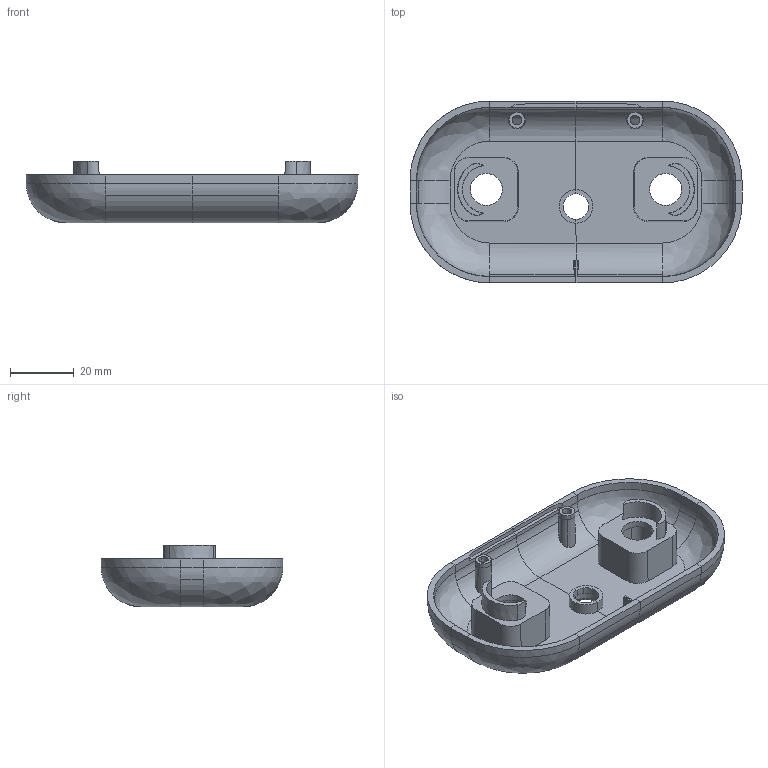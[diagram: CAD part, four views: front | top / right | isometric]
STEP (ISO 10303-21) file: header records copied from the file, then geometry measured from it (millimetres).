
FILE_DESCRIPTION((''),'2;1');
FILE_NAME('DP.stp','2020-04-21T00:31:41',(''),(''),'AutoCAD STEP 2000i','AutoCAD 2000i',', , ');
FILE_SCHEMA(('CONFIG_CONTROL_DESIGN'));
Length unit declared in the file: millimetre
Products named in the file (2): DP; PART1
Assembly tree (1 placements, depth 2):
  DP
    PART1
Bounding box: 104 x 57 x 19.3 mm (x, y, z)
Volume: 18241.7 mm3; surface area: 19623.8 mm2
Topology: 1 solids, 1 shells, 192 faces, 481 edges, 300 vertices
Faces by surface type: cylinder 64, plane 60, bspline 56, cone 10, torus 2
Entity records: 10025 total; most frequent: CARTESIAN_POINT 5725, ORIENTED_EDGE 962, DIRECTION 770, EDGE_CURVE 481, VERTEX_POINT 299, AXIS2_PLACEMENT_3D 283, EDGE_LOOP 206, VECTOR 204
